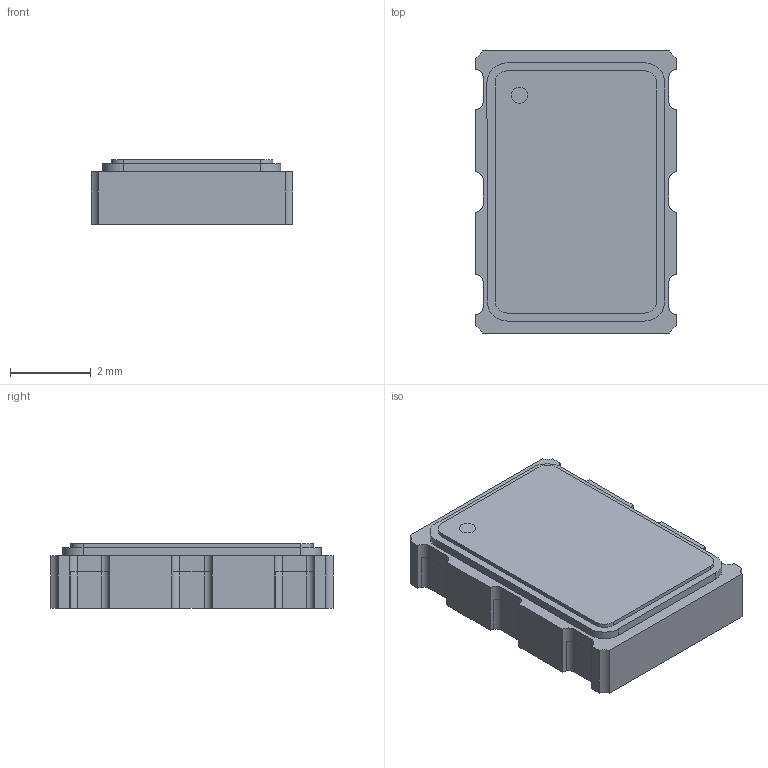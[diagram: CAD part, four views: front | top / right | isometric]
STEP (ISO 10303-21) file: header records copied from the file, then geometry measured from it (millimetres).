
FILE_DESCRIPTION((''),'2;1');
FILE_NAME('OSC_TXC_BJ.stp','2014-11-20T11:16:25',(''),(''),'Mechanical Desktop 2011','Mechanical Desktop 2011',', , ');
FILE_SCHEMA(('AUTOMOTIVE_DESIGN { 1 2 10303 214 1 1 1 1 }'));
Length unit declared in the file: millimetre
Products named in the file (1): Product
Bounding box: 5 x 7 x 1.6 mm (x, y, z)
Volume: 51.9 mm3; surface area: 271.6 mm2
Topology: 10 solids, 10 shells, 157 faces, 408 edges, 272 vertices
Faces by surface type: plane 75, bspline 48, cylinder 34
Entity records: 4922 total; most frequent: CARTESIAN_POINT 1066, ORIENTED_EDGE 816, DIRECTION 720, EDGE_CURVE 408, VECTOR 316, LINE 316, VERTEX_POINT 272, AXIS2_PLACEMENT_3D 202
